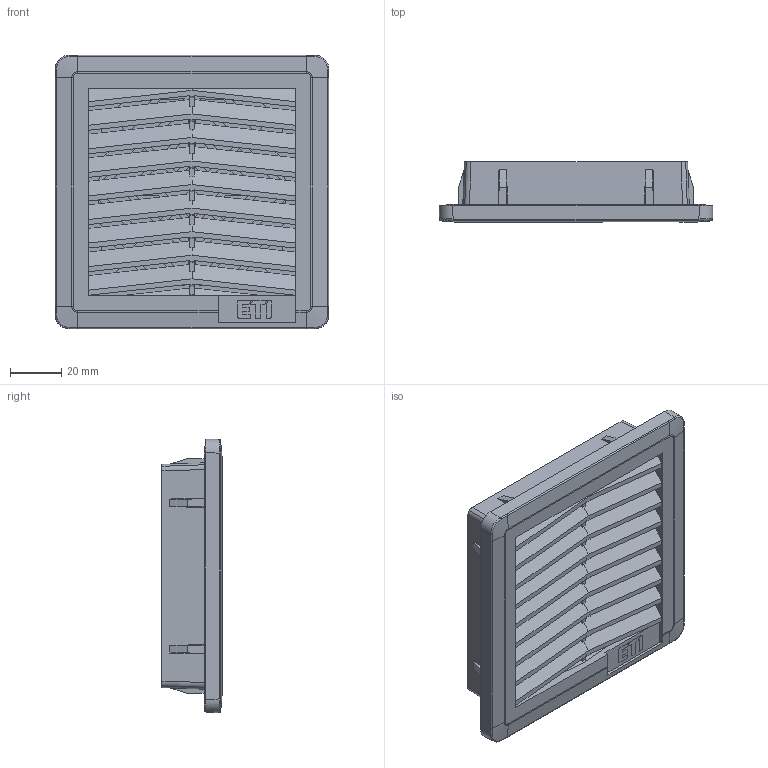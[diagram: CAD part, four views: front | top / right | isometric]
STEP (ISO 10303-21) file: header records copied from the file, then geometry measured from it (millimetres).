
FILE_DESCRIPTION((''),'2;1');
FILE_NAME('ASM0001_ASM','2024-08-23T11:05:28',('klemen.sitar'),('Audax d.o.o.'),'CREO PARAMETRIC BY PTC INC, 2021304','CREO PARAMETRIC BY PTC INC, 2021304','');
FILE_SCHEMA(('AP242_MANAGED_MODEL_BASED_3D_ENGINEERING_MIM_LF { 1 0 10303 442 1 1 4 }'));
Length unit declared in the file: millimetre
Products named in the file (3): 001344030-3DFILE; PRT0006_1_1_1_1; ASM0001_ASM
Assembly tree (2 placements, depth 2):
  ASM0001_ASM
    001344030-3DFILE
    PRT0006_1_1_1_1
Bounding box: 106.6 x 23.4 x 106.59 mm (x, y, z)
Surface area: 40912.7 mm2 (no closed solid volume)
Topology: 0 solids, 4 shells, 342 faces, 1065 edges, 747 vertices
Faces by surface type: plane 256, cylinder 54, bspline 20, cone 8, torus 4
Entity records: 19189 total; most frequent: CARTESIAN_POINT 3948, ORIENTED_EDGE 1977, DIRECTION 1689, PRESENTATION_STYLE_ASSIGNMENT 1411, STYLED_ITEM 1411, CURVE_STYLE 1065, EDGE_CURVE 1065, VECTOR 901
